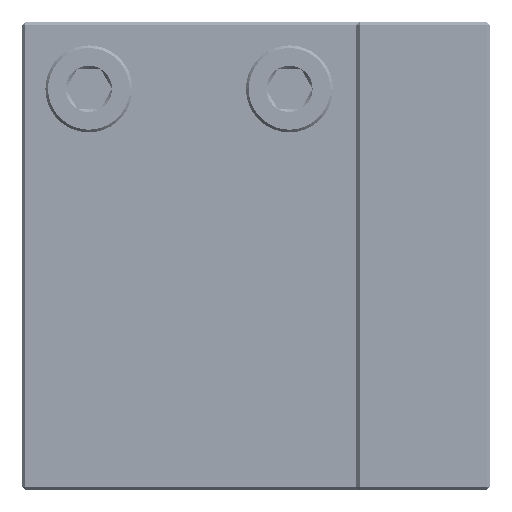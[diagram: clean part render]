
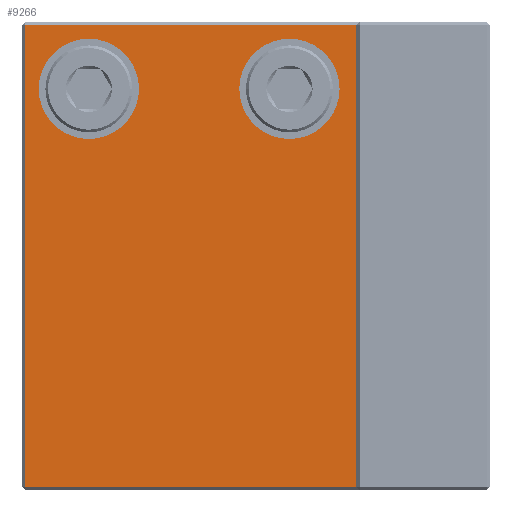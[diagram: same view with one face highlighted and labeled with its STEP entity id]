
A CAD part, left-side view. The second image highlights one B-rep face of the part: STEP entity #9266.
In plain terms, the highlighted planar face has unit normal (-1, 0, 0).
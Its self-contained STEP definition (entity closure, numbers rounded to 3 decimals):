
#89=FACE_BOUND('',#1150,.T.);
#90=FACE_BOUND('',#1151,.T.);
#201=PLANE('',#9891);
#617=FACE_OUTER_BOUND('',#1149,.T.);
#1149=EDGE_LOOP('',(#7182,#7183,#7184,#7185));
#1150=EDGE_LOOP('',(#7186));
#1151=EDGE_LOOP('',(#7187));
#1368=CIRCLE('',#9892,4.2);
#1369=CIRCLE('',#9893,4.2);
#2499=LINE('',#22345,#3056);
#2611=LINE('',#22616,#3168);
#2615=LINE('',#22622,#3172);
#2619=LINE('',#22628,#3176);
#3056=VECTOR('',#11093,10.);
#3168=VECTOR('',#11321,10.);
#3172=VECTOR('',#11327,10.);
#3176=VECTOR('',#11335,10.);
#3966=VERTEX_POINT('',#22341);
#3968=VERTEX_POINT('',#22344);
#4043=VERTEX_POINT('',#22592);
#4048=VERTEX_POINT('',#22607);
#4056=VERTEX_POINT('',#23097);
#4057=VERTEX_POINT('',#23099);
#5158=EDGE_CURVE('',#3968,#3966,#2499,.T.);
#5286=EDGE_CURVE('',#3968,#4048,#2611,.T.);
#5290=EDGE_CURVE('',#4048,#4043,#2615,.T.);
#5294=EDGE_CURVE('',#4043,#3966,#2619,.T.);
#5339=EDGE_CURVE('',#4056,#4056,#1368,.T.);
#5340=EDGE_CURVE('',#4057,#4057,#1369,.T.);
#7182=ORIENTED_EDGE('',*,*,#5294,.F.);
#7183=ORIENTED_EDGE('',*,*,#5290,.F.);
#7184=ORIENTED_EDGE('',*,*,#5286,.F.);
#7185=ORIENTED_EDGE('',*,*,#5158,.T.);
#7186=ORIENTED_EDGE('',*,*,#5339,.F.);
#7187=ORIENTED_EDGE('',*,*,#5340,.F.);
#9266=ADVANCED_FACE('',(#617,#89,#90),#201,.T.);
#9891=AXIS2_PLACEMENT_3D('',#23096,#11426,#11427);
#9892=AXIS2_PLACEMENT_3D('',#23098,#11428,#11429);
#9893=AXIS2_PLACEMENT_3D('',#23100,#11430,#11431);
#11093=DIRECTION('',(0.,0.,1.));
#11321=DIRECTION('',(0.,1.,0.));
#11327=DIRECTION('',(0.,0.,1.));
#11335=DIRECTION('',(0.,-1.,0.));
#11426=DIRECTION('center_axis',(-1.,0.,0.));
#11427=DIRECTION('ref_axis',(0.,-1.,0.));
#11428=DIRECTION('center_axis',(-1.,0.,0.));
#11429=DIRECTION('ref_axis',(0.,0.,1.));
#11430=DIRECTION('center_axis',(-1.,0.,0.));
#11431=DIRECTION('ref_axis',(0.,0.,1.));
#22341=CARTESIAN_POINT('',(20.,20.,69.5));
#22344=CARTESIAN_POINT('',(20.,20.,0.5));
#22345=CARTESIAN_POINT('',(20.,20.,0.));
#22592=CARTESIAN_POINT('',(20.,69.5,69.5));
#22607=CARTESIAN_POINT('',(20.,69.5,0.5));
#22616=CARTESIAN_POINT('',(20.,52.5,0.5));
#22622=CARTESIAN_POINT('',(20.,69.5,0.));
#22628=CARTESIAN_POINT('',(20.,52.5,69.5));
#23096=CARTESIAN_POINT('Origin',(20.,70.,0.));
#23097=CARTESIAN_POINT('',(20.,30.,55.8));
#23098=CARTESIAN_POINT('Origin',(20.,30.,60.));
#23099=CARTESIAN_POINT('',(20.,60.,55.8));
#23100=CARTESIAN_POINT('Origin',(20.,60.,60.));
